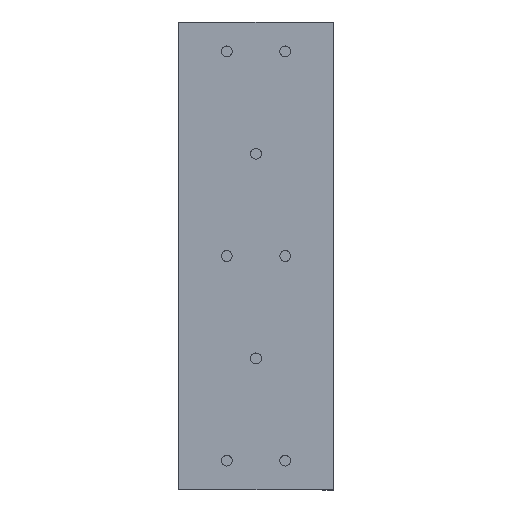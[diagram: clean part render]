
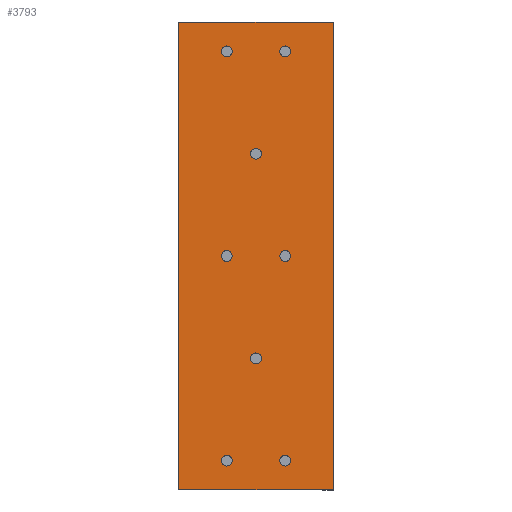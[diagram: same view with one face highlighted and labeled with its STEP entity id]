
A CAD part, top view. The second image highlights one B-rep face of the part: STEP entity #3793.
In plain terms, the highlighted face is planar.
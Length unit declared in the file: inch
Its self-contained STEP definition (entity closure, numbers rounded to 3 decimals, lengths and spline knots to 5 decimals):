
#2591=CARTESIAN_POINT('',(0.31183,-0.17529,-0.44258));
#2592=VERTEX_POINT('',#2591);
#2608=CARTESIAN_POINT('',(0.31183,-0.17529,-0.58158));
#2609=VERTEX_POINT('',#2608);
#2616=CARTESIAN_POINT('',(0.31183,-0.17529,-0.51208));
#2617=DIRECTION('',(1.0,0.0,0.0));
#2618=DIRECTION('',(0.0,0.0,1.0));
#2619=AXIS2_PLACEMENT_3D('',#2616,#2617,#2618);
#2620=CIRCLE('',#2619,0.0695);
#2621=EDGE_CURVE('',#2592,#2609,#2620,.T.);
#2654=CARTESIAN_POINT('',(0.31183,-0.55029,0.86992));
#2655=VERTEX_POINT('',#2654);
#2671=CARTESIAN_POINT('',(0.31183,-0.55029,0.73092));
#2672=VERTEX_POINT('',#2671);
#2679=CARTESIAN_POINT('',(0.31183,-0.55029,0.80042));
#2680=DIRECTION('',(1.0,0.0,0.0));
#2681=DIRECTION('',(0.0,0.0,1.0));
#2682=AXIS2_PLACEMENT_3D('',#2679,#2680,#2681);
#2683=CIRCLE('',#2682,0.0695);
#2684=EDGE_CURVE('',#2655,#2672,#2683,.T.);
#2717=CARTESIAN_POINT('',(0.31183,-0.55029,3.49492));
#2718=VERTEX_POINT('',#2717);
#2734=CARTESIAN_POINT('',(0.31183,-0.55029,3.35592));
#2735=VERTEX_POINT('',#2734);
#2742=CARTESIAN_POINT('',(0.31183,-0.55029,3.42542));
#2743=DIRECTION('',(1.0,0.0,0.0));
#2744=DIRECTION('',(0.0,0.0,1.0));
#2745=AXIS2_PLACEMENT_3D('',#2742,#2743,#2744);
#2746=CIRCLE('',#2745,0.0695);
#2747=EDGE_CURVE('',#2718,#2735,#2746,.T.);
#2780=CARTESIAN_POINT('',(0.31183,-0.92529,4.80742));
#2781=VERTEX_POINT('',#2780);
#2797=CARTESIAN_POINT('',(0.31183,-0.92529,4.66842));
#2798=VERTEX_POINT('',#2797);
#2805=CARTESIAN_POINT('',(0.31183,-0.92529,4.73792));
#2806=DIRECTION('',(1.0,0.0,0.0));
#2807=DIRECTION('',(0.0,0.0,1.0));
#2808=AXIS2_PLACEMENT_3D('',#2805,#2806,#2807);
#2809=CIRCLE('',#2808,0.0695);
#2810=EDGE_CURVE('',#2781,#2798,#2809,.T.);
#2843=CARTESIAN_POINT('',(0.31183,-0.92529,-0.44258));
#2844=VERTEX_POINT('',#2843);
#2860=CARTESIAN_POINT('',(0.31183,-0.92529,-0.58158));
#2861=VERTEX_POINT('',#2860);
#2868=CARTESIAN_POINT('',(0.31183,-0.92529,-0.51208));
#2869=DIRECTION('',(1.0,0.0,0.0));
#2870=DIRECTION('',(0.0,0.0,1.0));
#2871=AXIS2_PLACEMENT_3D('',#2868,#2869,#2870);
#2872=CIRCLE('',#2871,0.0695);
#2873=EDGE_CURVE('',#2844,#2861,#2872,.T.);
#2906=CARTESIAN_POINT('',(0.31183,-0.17529,2.18242));
#2907=VERTEX_POINT('',#2906);
#2923=CARTESIAN_POINT('',(0.31183,-0.17529,2.04342));
#2924=VERTEX_POINT('',#2923);
#2931=CARTESIAN_POINT('',(0.31183,-0.17529,2.11292));
#2932=DIRECTION('',(1.0,0.0,0.0));
#2933=DIRECTION('',(0.0,0.0,1.0));
#2934=AXIS2_PLACEMENT_3D('',#2931,#2932,#2933);
#2935=CIRCLE('',#2934,0.0695);
#2936=EDGE_CURVE('',#2907,#2924,#2935,.T.);
#2969=CARTESIAN_POINT('',(0.31183,-0.92529,2.18242));
#2970=VERTEX_POINT('',#2969);
#2986=CARTESIAN_POINT('',(0.31183,-0.92529,2.04342));
#2987=VERTEX_POINT('',#2986);
#2994=CARTESIAN_POINT('',(0.31183,-0.92529,2.11292));
#2995=DIRECTION('',(1.0,0.0,0.0));
#2996=DIRECTION('',(0.0,0.0,1.0));
#2997=AXIS2_PLACEMENT_3D('',#2994,#2995,#2996);
#2998=CIRCLE('',#2997,0.0695);
#2999=EDGE_CURVE('',#2970,#2987,#2998,.T.);
#3032=CARTESIAN_POINT('',(0.31183,-0.17529,4.80742));
#3033=VERTEX_POINT('',#3032);
#3049=CARTESIAN_POINT('',(0.31183,-0.17529,4.66842));
#3050=VERTEX_POINT('',#3049);
#3057=CARTESIAN_POINT('',(0.31183,-0.17529,4.73792));
#3058=DIRECTION('',(1.0,0.0,0.0));
#3059=DIRECTION('',(0.0,0.0,1.0));
#3060=AXIS2_PLACEMENT_3D('',#3057,#3058,#3059);
#3061=CIRCLE('',#3060,0.0695);
#3062=EDGE_CURVE('',#3033,#3050,#3061,.T.);
#3094=CARTESIAN_POINT('',(0.31183,-0.17529,4.73792));
#3095=DIRECTION('',(1.0,0.0,0.0));
#3096=DIRECTION('',(0.0,0.0,1.0));
#3097=AXIS2_PLACEMENT_3D('',#3094,#3095,#3096);
#3098=CIRCLE('',#3097,0.0695);
#3099=EDGE_CURVE('',#3050,#3033,#3098,.T.);
#3139=CARTESIAN_POINT('',(0.31183,-0.92529,2.11292));
#3140=DIRECTION('',(1.0,0.0,0.0));
#3141=DIRECTION('',(0.0,0.0,1.0));
#3142=AXIS2_PLACEMENT_3D('',#3139,#3140,#3141);
#3143=CIRCLE('',#3142,0.0695);
#3144=EDGE_CURVE('',#2987,#2970,#3143,.T.);
#3184=CARTESIAN_POINT('',(0.31183,-0.17529,2.11292));
#3185=DIRECTION('',(1.0,0.0,0.0));
#3186=DIRECTION('',(0.0,0.0,1.0));
#3187=AXIS2_PLACEMENT_3D('',#3184,#3185,#3186);
#3188=CIRCLE('',#3187,0.0695);
#3189=EDGE_CURVE('',#2924,#2907,#3188,.T.);
#3229=CARTESIAN_POINT('',(0.31183,-0.92529,-0.51208));
#3230=DIRECTION('',(1.0,0.0,0.0));
#3231=DIRECTION('',(0.0,0.0,1.0));
#3232=AXIS2_PLACEMENT_3D('',#3229,#3230,#3231);
#3233=CIRCLE('',#3232,0.0695);
#3234=EDGE_CURVE('',#2861,#2844,#3233,.T.);
#3274=CARTESIAN_POINT('',(0.31183,-0.92529,4.73792));
#3275=DIRECTION('',(1.0,0.0,0.0));
#3276=DIRECTION('',(0.0,0.0,1.0));
#3277=AXIS2_PLACEMENT_3D('',#3274,#3275,#3276);
#3278=CIRCLE('',#3277,0.0695);
#3279=EDGE_CURVE('',#2798,#2781,#3278,.T.);
#3319=CARTESIAN_POINT('',(0.31183,-0.55029,3.42542));
#3320=DIRECTION('',(1.0,0.0,0.0));
#3321=DIRECTION('',(0.0,0.0,1.0));
#3322=AXIS2_PLACEMENT_3D('',#3319,#3320,#3321);
#3323=CIRCLE('',#3322,0.0695);
#3324=EDGE_CURVE('',#2735,#2718,#3323,.T.);
#3364=CARTESIAN_POINT('',(0.31183,-0.55029,0.80042));
#3365=DIRECTION('',(1.0,0.0,0.0));
#3366=DIRECTION('',(0.0,0.0,1.0));
#3367=AXIS2_PLACEMENT_3D('',#3364,#3365,#3366);
#3368=CIRCLE('',#3367,0.0695);
#3369=EDGE_CURVE('',#2672,#2655,#3368,.T.);
#3405=CARTESIAN_POINT('',(0.31183,0.44384,5.11502));
#3406=VERTEX_POINT('',#3405);
#3413=CARTESIAN_POINT('',(0.31183,-1.54442,5.11502));
#3414=VERTEX_POINT('',#3413);
#3415=CARTESIAN_POINT('',(0.31183,-1.54442,5.11502));
#3416=DIRECTION('',(0.0,1.0,0.0));
#3417=VECTOR('',#3416,1.98826);
#3418=LINE('',#3415,#3417);
#3419=EDGE_CURVE('',#3414,#3406,#3418,.T.);
#3513=CARTESIAN_POINT('',(0.31183,-0.17529,-0.51208));
#3514=DIRECTION('',(1.0,0.0,0.0));
#3515=DIRECTION('',(0.0,0.0,1.0));
#3516=AXIS2_PLACEMENT_3D('',#3513,#3514,#3515);
#3517=CIRCLE('',#3516,0.0695);
#3518=EDGE_CURVE('',#2609,#2592,#3517,.T.);
#3632=CARTESIAN_POINT('',(0.31183,-1.54442,-0.88718));
#3633=VERTEX_POINT('',#3632);
#3640=CARTESIAN_POINT('',(0.31183,0.44384,-0.88718));
#3641=VERTEX_POINT('',#3640);
#3642=CARTESIAN_POINT('',(0.31183,0.44384,-0.88718));
#3643=DIRECTION('',(0.0,-1.0,0.0));
#3644=VECTOR('',#3643,1.98826);
#3645=LINE('',#3642,#3644);
#3646=EDGE_CURVE('',#3641,#3633,#3645,.T.);
#3733=CARTESIAN_POINT('',(0.31183,-1.54442,-0.88718));
#3734=DIRECTION('',(0.0,0.0,1.0));
#3735=VECTOR('',#3734,6.0022);
#3736=LINE('',#3733,#3735);
#3737=EDGE_CURVE('',#3633,#3414,#3736,.T.);
#3745=CARTESIAN_POINT('',(0.31183,-1.64383,-0.98709));
#3746=DIRECTION('',(-1.0,0.0,0.0));
#3747=DIRECTION('',(0.0,0.0,1.0));
#3748=AXIS2_PLACEMENT_3D('',#3745,#3746,#3747);
#3749=PLANE('',#3748);
#3750=CARTESIAN_POINT('',(0.31183,0.44384,-0.88718));
#3751=DIRECTION('',(0.0,0.0,1.0));
#3752=VECTOR('',#3751,6.0022);
#3753=LINE('',#3750,#3752);
#3754=EDGE_CURVE('',#3641,#3406,#3753,.T.);
#3755=ORIENTED_EDGE('',*,*,#3754,.F.);
#3756=ORIENTED_EDGE('',*,*,#3646,.T.);
#3757=ORIENTED_EDGE('',*,*,#3737,.T.);
#3758=ORIENTED_EDGE('',*,*,#3419,.T.);
#3759=EDGE_LOOP('',(#3755,#3756,#3757,#3758));
#3760=FACE_OUTER_BOUND('',#3759,.T.);
#3761=ORIENTED_EDGE('',*,*,#3062,.T.);
#3762=ORIENTED_EDGE('',*,*,#3099,.T.);
#3763=EDGE_LOOP('',(#3761,#3762));
#3764=FACE_BOUND('',#3763,.T.);
#3765=ORIENTED_EDGE('',*,*,#2999,.T.);
#3766=ORIENTED_EDGE('',*,*,#3144,.T.);
#3767=EDGE_LOOP('',(#3765,#3766));
#3768=FACE_BOUND('',#3767,.T.);
#3769=ORIENTED_EDGE('',*,*,#2936,.T.);
#3770=ORIENTED_EDGE('',*,*,#3189,.T.);
#3771=EDGE_LOOP('',(#3769,#3770));
#3772=FACE_BOUND('',#3771,.T.);
#3773=ORIENTED_EDGE('',*,*,#2873,.T.);
#3774=ORIENTED_EDGE('',*,*,#3234,.T.);
#3775=EDGE_LOOP('',(#3773,#3774));
#3776=FACE_BOUND('',#3775,.T.);
#3777=ORIENTED_EDGE('',*,*,#2810,.T.);
#3778=ORIENTED_EDGE('',*,*,#3279,.T.);
#3779=EDGE_LOOP('',(#3777,#3778));
#3780=FACE_BOUND('',#3779,.T.);
#3781=ORIENTED_EDGE('',*,*,#2747,.T.);
#3782=ORIENTED_EDGE('',*,*,#3324,.T.);
#3783=EDGE_LOOP('',(#3781,#3782));
#3784=FACE_BOUND('',#3783,.T.);
#3785=ORIENTED_EDGE('',*,*,#2684,.T.);
#3786=ORIENTED_EDGE('',*,*,#3369,.T.);
#3787=EDGE_LOOP('',(#3785,#3786));
#3788=FACE_BOUND('',#3787,.T.);
#3789=ORIENTED_EDGE('',*,*,#2621,.T.);
#3790=ORIENTED_EDGE('',*,*,#3518,.T.);
#3791=EDGE_LOOP('',(#3789,#3790));
#3792=FACE_BOUND('',#3791,.T.);
#3793=ADVANCED_FACE('',(#3760,#3764,#3768,#3772,#3776,#3780,#3784,#3788,#3792),#3749,.T.);
